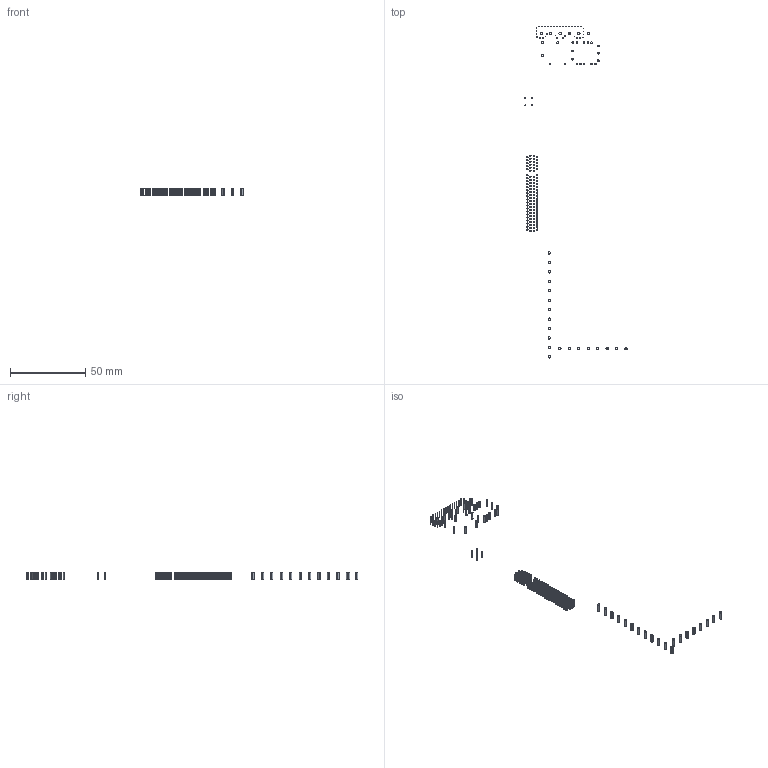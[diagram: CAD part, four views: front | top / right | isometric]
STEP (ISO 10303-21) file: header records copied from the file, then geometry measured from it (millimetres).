
FILE_DESCRIPTION(('STEP AP214'),'1');
FILE_NAME('pcb_Platings.stp','2024-08-25T18:48:57',(' '),(' '),'Spatial InterOp 3D',' ',' ');
FILE_SCHEMA(('AUTOMOTIVE_DESIGN { 1 0 10303 214 1 1 1 1 }'));
Length unit declared in the file: millimetre
Products named in the file (15): Plating_TOP--BOTTOM_Model_7(35); Plating_TOP--BOTTOM_Model_7_Inst; Plating_TOP--BOTTOM (183 bodies); Plating_TOP--BOTTOM_Model_6(4); Plating_TOP--BOTTOM_Model_6_Inst; Plating_TOP--BOTTOM_Model_5(98); Plating_TOP--BOTTOM_Model_5_Inst; Plating_TOP--BOTTOM_Model_4_Inst; Plating_TOP--BOTTOM_Model_3(9); Plating_TOP--BOTTOM_Model_3_Inst; Plating_TOP--BOTTOM_Model_2(10); Plating_TOP--BOTTOM_Model_2_Inst; Plating_TOP--BOTTOM_Model_1(26); Plating_TOP--BOTTOM_Model_1_Inst; Platings
Assembly tree (190 placements, depth 4):
  Platings
    Plating_TOP--BOTTOM (183 bodies)
      Plating_TOP--BOTTOM_Model_7(35)
        Plating_TOP--BOTTOM_Model_7_Inst  x35
      Plating_TOP--BOTTOM_Model_6(4)
        Plating_TOP--BOTTOM_Model_6_Inst  x4
      Plating_TOP--BOTTOM_Model_5(98)
        Plating_TOP--BOTTOM_Model_5_Inst  x98
      Plating_TOP--BOTTOM_Model_4_Inst
      Plating_TOP--BOTTOM_Model_3(9)
        Plating_TOP--BOTTOM_Model_3_Inst  x9
      Plating_TOP--BOTTOM_Model_2(10)
        Plating_TOP--BOTTOM_Model_2_Inst  x10
      Plating_TOP--BOTTOM_Model_1(26)
        Plating_TOP--BOTTOM_Model_1_Inst  x26
Bounding box: 67.81 x 220.1 x 4.9 mm (x, y, z)
Volume: 59.3 mm3; surface area: 4769.8 mm2
Topology: 183 solids, 183 shells, 1098 faces, 2196 edges, 1464 vertices
Faces by surface type: cylinder 732, plane 366
Entity records: 2988 total; most frequent: DIRECTION 620, CARTESIAN_POINT 380, AXIS2_PLACEMENT_3D 296, PRODUCT_DEFINITION_SHAPE 205, CONTEXT_DEPENDENT_SHAPE_REPRESENTATION 190, ITEM_DEFINED_TRANSFORMATION 190, NEXT_ASSEMBLY_USAGE_OCCURRENCE 190, ORIENTED_EDGE 168
